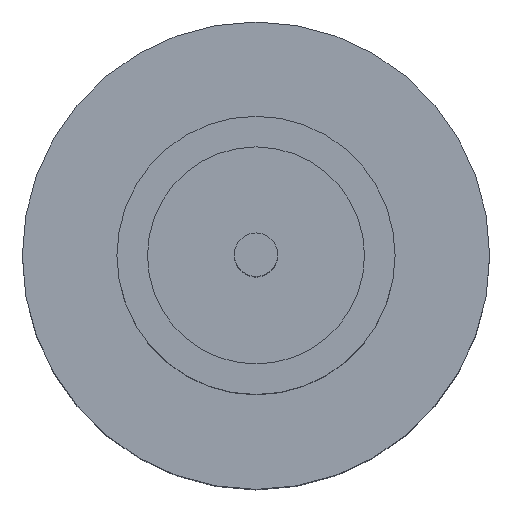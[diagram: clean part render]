
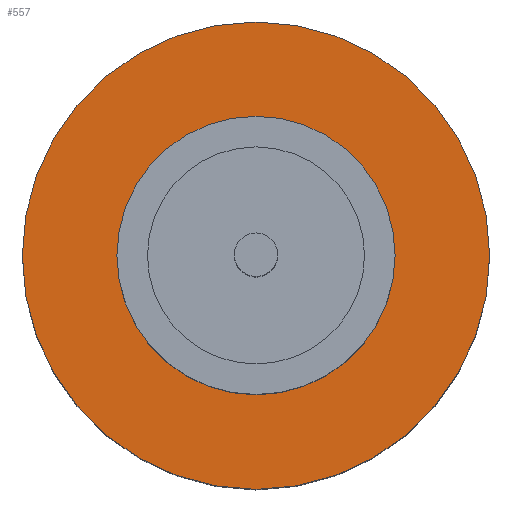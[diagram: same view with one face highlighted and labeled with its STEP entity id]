
A CAD part, top view. The second image highlights one B-rep face of the part: STEP entity #557.
In plain terms, the highlighted planar face has unit normal (0, 0, 1).
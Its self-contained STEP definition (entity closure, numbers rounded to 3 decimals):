
#5 = DIRECTION ( 'NONE',  ( 0., 0., 1. ) ) ;
#21 = CARTESIAN_POINT ( 'NONE',  ( -1.25, 0., 1.55 ) ) ;
#36 = VERTEX_POINT ( 'NONE', #21 ) ;
#68 = DIRECTION ( 'NONE',  ( 1., 0., 0. ) ) ;
#115 = CARTESIAN_POINT ( 'NONE',  ( -2.1, 0., 1.55 ) ) ;
#124 = EDGE_LOOP ( 'NONE', ( #528, #165 ) ) ;
#142 = EDGE_LOOP ( 'NONE', ( #657, #784 ) ) ;
#159 = AXIS2_PLACEMENT_3D ( 'NONE', #687, #216, #346 ) ;
#165 = ORIENTED_EDGE ( 'NONE', *, *, #302, .T. ) ;
#191 = AXIS2_PLACEMENT_3D ( 'NONE', #399, #5, #68 ) ;
#193 = CARTESIAN_POINT ( 'NONE',  ( 0., 0., 1.55 ) ) ;
#216 = DIRECTION ( 'NONE',  ( 0., 0., 1. ) ) ;
#238 = FACE_BOUND ( 'NONE', #142, .T. ) ;
#263 = DIRECTION ( 'NONE',  ( 0., 0., 1. ) ) ;
#297 = EDGE_CURVE ( 'NONE', #436, #317, #753, .T. ) ;
#302 = EDGE_CURVE ( 'NONE', #317, #436, #406, .T. ) ;
#317 = VERTEX_POINT ( 'NONE', #691 ) ;
#346 = DIRECTION ( 'NONE',  ( 1., 0., 0. ) ) ;
#399 = CARTESIAN_POINT ( 'NONE',  ( 0., 0., 1.55 ) ) ;
#406 = CIRCLE ( 'NONE', #684, 2.1 ) ;
#434 = EDGE_CURVE ( 'NONE', #36, #749, #853, .T. ) ;
#436 = VERTEX_POINT ( 'NONE', #115 ) ;
#445 = DIRECTION ( 'NONE',  ( 1., 0., 0. ) ) ;
#452 = CARTESIAN_POINT ( 'NONE',  ( 0., 0., 1.55 ) ) ;
#462 = PLANE ( 'NONE',  #191 ) ;
#471 = FACE_OUTER_BOUND ( 'NONE', #124, .T. ) ;
#528 = ORIENTED_EDGE ( 'NONE', *, *, #297, .T. ) ;
#539 = CARTESIAN_POINT ( 'NONE',  ( 1.25, 0., 1.55 ) ) ;
#557 = ADVANCED_FACE ( 'NONE', ( #238, #471 ), #462, .T. ) ;
#562 = AXIS2_PLACEMENT_3D ( 'NONE', #452, #839, #445 ) ;
#585 = DIRECTION ( 'NONE',  ( 1., 0., 0. ) ) ;
#601 = EDGE_CURVE ( 'NONE', #749, #36, #722, .T. ) ;
#614 = CARTESIAN_POINT ( 'NONE',  ( 0., 0., 1.55 ) ) ;
#619 = DIRECTION ( 'NONE',  ( 0., 0., 1. ) ) ;
#637 = AXIS2_PLACEMENT_3D ( 'NONE', #193, #263, #585 ) ;
#657 = ORIENTED_EDGE ( 'NONE', *, *, #601, .F. ) ;
#684 = AXIS2_PLACEMENT_3D ( 'NONE', #614, #619, #750 ) ;
#687 = CARTESIAN_POINT ( 'NONE',  ( 0., 0., 1.55 ) ) ;
#691 = CARTESIAN_POINT ( 'NONE',  ( 2.1, 0., 1.55 ) ) ;
#722 = CIRCLE ( 'NONE', #637, 1.25 ) ;
#749 = VERTEX_POINT ( 'NONE', #539 ) ;
#750 = DIRECTION ( 'NONE',  ( 1., 0., 0. ) ) ;
#753 = CIRCLE ( 'NONE', #159, 2.1 ) ;
#784 = ORIENTED_EDGE ( 'NONE', *, *, #434, .F. ) ;
#839 = DIRECTION ( 'NONE',  ( 0., 0., 1. ) ) ;
#853 = CIRCLE ( 'NONE', #562, 1.25 ) ;
